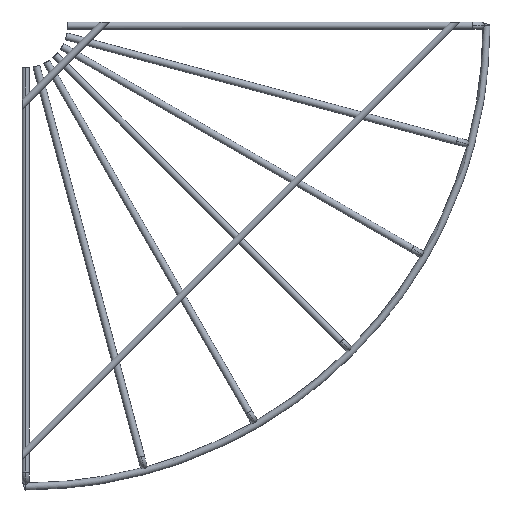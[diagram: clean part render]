
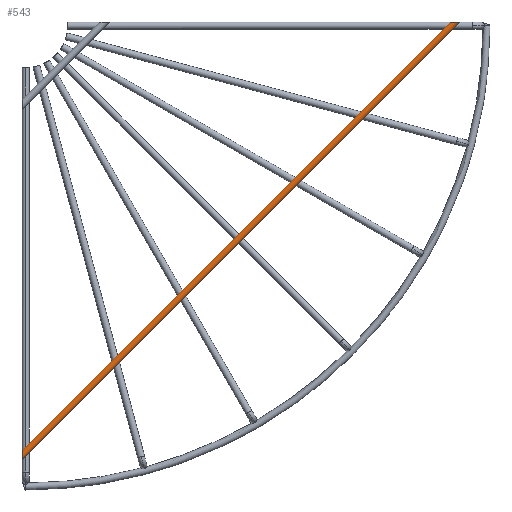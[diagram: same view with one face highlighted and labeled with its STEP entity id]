
A CAD part, front view. The second image highlights one B-rep face of the part: STEP entity #543.
In plain terms, the highlighted cylindrical face has radius 2.35 mm (diameter 4.7 mm), a partial arc.
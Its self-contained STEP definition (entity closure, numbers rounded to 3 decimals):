
#121 = CARTESIAN_POINT ( 'NONE',  ( -2.35, -55.237, -282.576 ) ) ;
#152 = EDGE_CURVE ( 'NONE', #3196, #3671, #2118, .T. ) ;
#371 = CARTESIAN_POINT ( 'NONE',  ( 282.576, -55.237, 2.35 ) ) ;
#451 = CARTESIAN_POINT ( 'NONE',  ( -2.35, -55.237, -289.223 ) ) ;
#467 = CARTESIAN_POINT ( 'NONE',  ( 282.576, -55.237, 2.35 ) ) ;
#543 = ADVANCED_FACE ( 'NONE', ( #3967 ), #1202, .T. ) ;
#769 = CARTESIAN_POINT ( 'NONE',  ( -2.35, -55.237, -282.576 ) ) ;
#1202 = CYLINDRICAL_SURFACE ( 'NONE', #1442, 2.35 ) ;
#1263 = LINE ( 'NONE', #1326, #3225 ) ;
#1326 = CARTESIAN_POINT ( 'NONE',  ( 290.161, -55.237, 3.288 ) ) ;
#1387 = CARTESIAN_POINT ( 'NONE',  ( 289.223, -59.937, 2.35 ) ) ;
#1409 = ORIENTED_EDGE ( 'NONE', *, *, #2984, .T. ) ;
#1442 = AXIS2_PLACEMENT_3D ( 'NONE', #4098, #1662, #2350 ) ;
#1476 = VECTOR ( 'NONE', #4422, 1000. ) ;
#1662 = DIRECTION ( 'NONE',  ( -0.707, 0., -0.707 ) ) ;
#1814 = ORIENTED_EDGE ( 'NONE', *, *, #4479, .T. ) ;
#1815 = CARTESIAN_POINT ( 'NONE',  ( -2.35, -59.937, -282.576 ) ) ;
#2118 =( BOUNDED_CURVE ( )  B_SPLINE_CURVE ( 3, ( #2434, #1387, #3819, #371 ),
 .UNSPECIFIED., .F., .F. ) 
 B_SPLINE_CURVE_WITH_KNOTS ( ( 4, 4 ),
 ( 3.142, 6.283 ),
 .UNSPECIFIED. ) 
 CURVE ( )  GEOMETRIC_REPRESENTATION_ITEM ( )  RATIONAL_B_SPLINE_CURVE ( ( 1., 0.333, 0.333, 1. ) ) 
 REPRESENTATION_ITEM ( '' )  );
#2181 = VERTEX_POINT ( 'NONE', #121 ) ;
#2291 = LINE ( 'NONE', #2339, #1476 ) ;
#2339 = CARTESIAN_POINT ( 'NONE',  ( 286.838, -55.237, 6.611 ) ) ;
#2350 = DIRECTION ( 'NONE',  ( -0.707, 0., 0.707 ) ) ;
#2358 = ORIENTED_EDGE ( 'NONE', *, *, #2995, .F. ) ;
#2434 = CARTESIAN_POINT ( 'NONE',  ( 289.223, -55.237, 2.35 ) ) ;
#2521 = CARTESIAN_POINT ( 'NONE',  ( -2.35, -59.937, -289.223 ) ) ;
#2689 = EDGE_LOOP ( 'NONE', ( #2358, #4271, #1409, #1814 ) ) ;
#2930 = CARTESIAN_POINT ( 'NONE',  ( 289.223, -55.237, 2.35 ) ) ;
#2984 = EDGE_CURVE ( 'NONE', #3671, #2181, #2291, .T. ) ;
#2995 = EDGE_CURVE ( 'NONE', #3196, #4435, #1263, .T. ) ;
#3009 =( BOUNDED_CURVE ( )  B_SPLINE_CURVE ( 3, ( #769, #1815, #2521, #451 ),
 .UNSPECIFIED., .F., .T. ) 
 B_SPLINE_CURVE_WITH_KNOTS ( ( 4, 4 ),
 ( 3.142, 6.283 ),
 .UNSPECIFIED. ) 
 CURVE ( )  GEOMETRIC_REPRESENTATION_ITEM ( )  RATIONAL_B_SPLINE_CURVE ( ( 1., 0.333, 0.333, 1. ) ) 
 REPRESENTATION_ITEM ( '' )  );
#3196 = VERTEX_POINT ( 'NONE', #2930 ) ;
#3225 = VECTOR ( 'NONE', #3754, 1000. ) ;
#3465 = CARTESIAN_POINT ( 'NONE',  ( -2.35, -55.237, -289.223 ) ) ;
#3671 = VERTEX_POINT ( 'NONE', #467 ) ;
#3754 = DIRECTION ( 'NONE',  ( -0.707, 0., -0.707 ) ) ;
#3819 = CARTESIAN_POINT ( 'NONE',  ( 282.576, -59.937, 2.35 ) ) ;
#3967 = FACE_OUTER_BOUND ( 'NONE', #2689, .T. ) ;
#4098 = CARTESIAN_POINT ( 'NONE',  ( 288.5, -55.237, 4.95 ) ) ;
#4271 = ORIENTED_EDGE ( 'NONE', *, *, #152, .T. ) ;
#4422 = DIRECTION ( 'NONE',  ( -0.707, 0., -0.707 ) ) ;
#4435 = VERTEX_POINT ( 'NONE', #3465 ) ;
#4479 = EDGE_CURVE ( 'NONE', #2181, #4435, #3009, .T. ) ;
